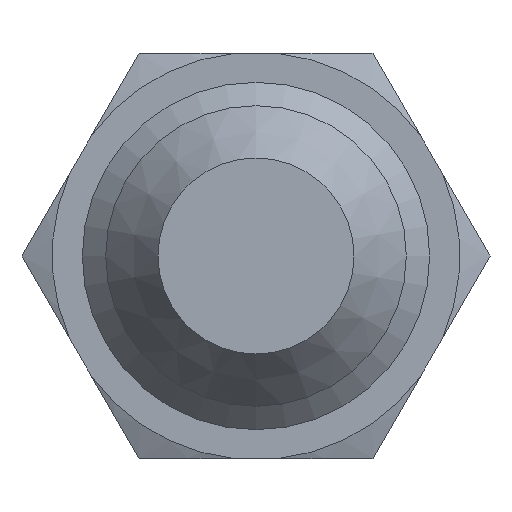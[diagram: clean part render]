
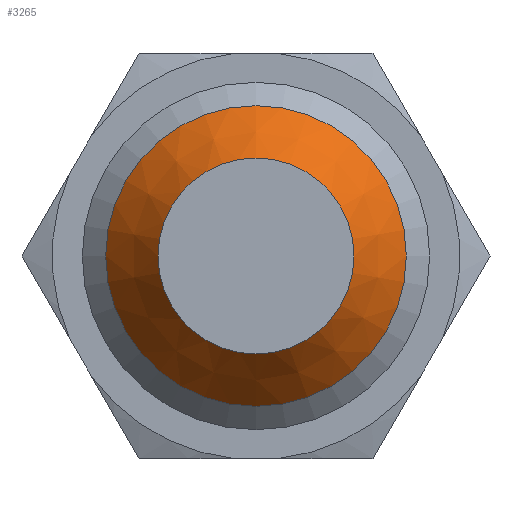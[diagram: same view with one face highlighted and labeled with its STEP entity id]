
A CAD part, left-side view. The second image highlights one B-rep face of the part: STEP entity #3265.
In plain terms, the highlighted conical face has half-angle 37 degrees and reference radius 25.4 mm.
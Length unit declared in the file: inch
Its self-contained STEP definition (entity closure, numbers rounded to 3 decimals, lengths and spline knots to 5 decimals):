
#3238=CARTESIAN_POINT('',(0.40637,0.,0.));
#3239=DIRECTION('',(1.0,0.0,0.0));
#3240=DIRECTION('',(0.0,0.0,-1.0));
#3241=AXIS2_PLACEMENT_3D('',#3238,#3239,#3240);
#3242=CONICAL_SURFACE('',#3241,1.0,37.0);
#3243=CARTESIAN_POINT('',(-0.64,0.,0.2115));
#3244=VERTEX_POINT('',#3243);
#3245=CARTESIAN_POINT('',(-0.64,0.,0.));
#3246=DIRECTION('',(1.0,0.0,0.0));
#3247=DIRECTION('',(0.0,0.0,-1.0));
#3248=AXIS2_PLACEMENT_3D('',#3245,#3246,#3247);
#3249=CIRCLE('',#3248,0.2115);
#3250=EDGE_CURVE('',#3244,#3244,#3249,.T.);
#3251=ORIENTED_EDGE('',*,*,#3250,.T.);
#3252=EDGE_LOOP('',(#3251));
#3253=FACE_OUTER_BOUND('',#3252,.T.);
#3254=CARTESIAN_POINT('',(-0.49004,0.,0.3245));
#3255=VERTEX_POINT('',#3254);
#3256=CARTESIAN_POINT('',(-0.49004,0.,0.));
#3257=DIRECTION('',(-1.0,0.0,0.0));
#3258=DIRECTION('',(0.0,0.0,-1.0));
#3259=AXIS2_PLACEMENT_3D('',#3256,#3257,#3258);
#3260=CIRCLE('',#3259,0.3245);
#3261=EDGE_CURVE('',#3255,#3255,#3260,.T.);
#3262=ORIENTED_EDGE('',*,*,#3261,.T.);
#3263=EDGE_LOOP('',(#3262));
#3264=FACE_BOUND('',#3263,.T.);
#3265=ADVANCED_FACE('',(#3253,#3264),#3242,.T.);
